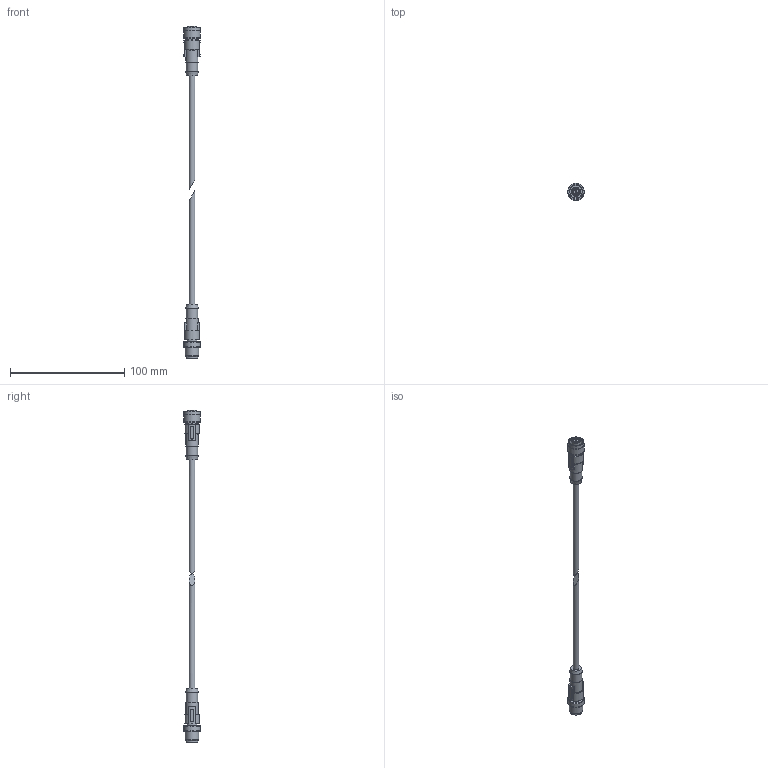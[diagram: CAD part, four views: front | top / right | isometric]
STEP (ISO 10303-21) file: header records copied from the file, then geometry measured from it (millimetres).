
FILE_DESCRIPTION(/* description */ ('STEP AP214'),/* implementation_level */ '2;1');
FILE_NAME(/* name */ '8080777_NEFC-M12G8-0_3-M12G5-LK',/* time_stamp */ '2024-09-12T22:19:14+02:00',/* author */ ('License CC BY-ND 4.0'),/* organization */ ('CADENAS'),/* preprocessor_version */ 'ST-DEVELOPER v19.3',/* originating_system */ 'PARTsolutions',/* authorisation */ ' ');
FILE_SCHEMA (('AUTOMOTIVE_DESIGN {1 0 10303 214 3 1 1}'));
Length unit declared in the file: millimetre
Products named in the file (3): 8080777 NEFC-M12G8-0.3-M12G5-LK; 8080777 NEFC-M12G8-stecker; 8080777 NEFC-M12G5-stecker
Assembly tree (2 placements, depth 2):
  8080777 NEFC-M12G8-0.3-M12G5-LK
    8080777 NEFC-M12G8-stecker
    8080777 NEFC-M12G5-stecker
Bounding box: 14.8 x 14.8 x 290.3 mm (x, y, z)
Volume: 13015.6 mm3; surface area: 8512.8 mm2
Topology: 2 solids, 2 shells, 174 faces, 389 edges, 260 vertices
Faces by surface type: plane 92, cylinder 72, cone 6, torus 4
Full cylindrical faces by diameter (mm): 0.9 x8, 1 x5, 1.6 x8, 5.1 x2, 9.3 x2, 10 x2, 10.4 x1, 10.6 x2, 10.917 x1, 12 x1, 14 x4, 14.7 x1, 14.8 x1
Entity records: 5875 total; most frequent: CARTESIAN_POINT 833, DIRECTION 822, ORIENTED_EDGE 668, AXIS2_PLACEMENT_3D 335, EDGE_CURVE 334, EDGE_LOOP 259, FACE_BOUND 259, VERTEX_POINT 249
